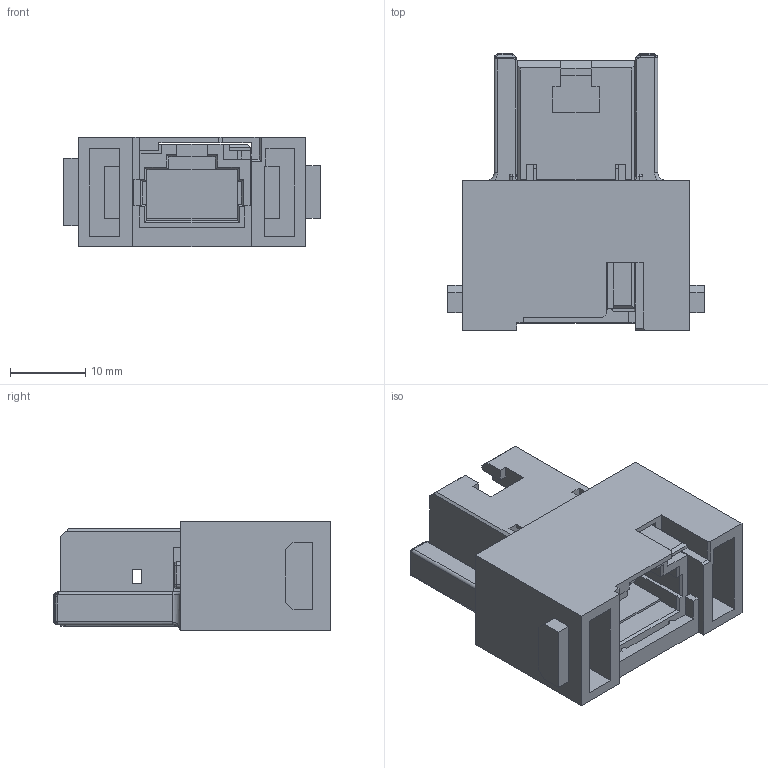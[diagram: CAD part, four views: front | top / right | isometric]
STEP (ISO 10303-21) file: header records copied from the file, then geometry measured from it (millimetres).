
FILE_DESCRIPTION((''),'2;1');
FILE_NAME('PRT0426','2021-06-17T',('lian.chen'),(''),'PRO/ENGINEER BY PARAMETRIC TECHNOLOGY CORPORATION, 2012480','PRO/ENGINEER BY PARAMETRIC TECHNOLOGY CORPORATION, 2012480','');
FILE_SCHEMA(('AUTOMOTIVE_DESIGN { 1 0 10303 214 1 1 1 1 }'));
Length unit declared in the file: millimetre
Products named in the file (1): PRT0426
Bounding box: 34.2 x 36.9 x 14.6 mm (x, y, z)
Volume: 6949 mm3; surface area: 10073 mm2
Topology: 1 solids, 1 shells, 594 faces, 1627 edges, 1012 vertices
Faces by surface type: plane 404, cylinder 119, bspline 43, sphere 18, torus 10
Entity records: 20149 total; most frequent: CARTESIAN_POINT 5114, ORIENTED_EDGE 3220, DIRECTION 2827, EDGE_CURVE 1610, VECTOR 1267, LINE 1267, VERTEX_POINT 1012, AXIS2_PLACEMENT_3D 780
